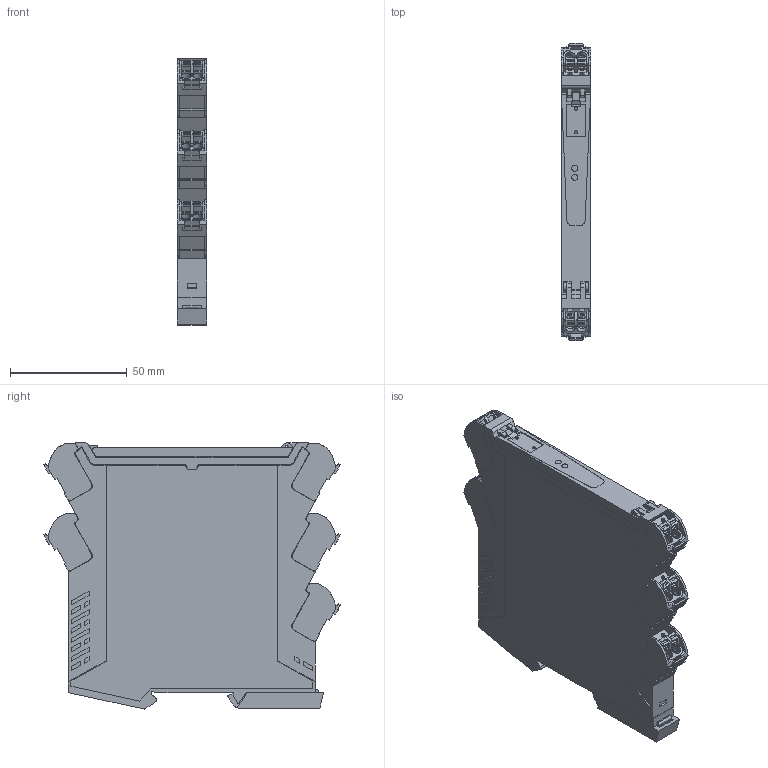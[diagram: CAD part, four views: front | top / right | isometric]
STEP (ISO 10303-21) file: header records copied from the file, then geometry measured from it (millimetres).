
FILE_DESCRIPTION(('CATIA V5 STEP Exchange','CAx-IF Rec.Pracs.--- Model Styling and Organization---1.4--- 2014-01-23'),'2;1');
FILE_NAME ('D1439463_1', '2020-10-02T06:50:15+00:00', ('none'), ('Weidmueller'), 'CATIA Version 5-6 Release 2016 SP3 HF44', 'CATIA V5 STEP AP214', 'none');
FILE_SCHEMA(('AUTOMOTIVE_DESIGN { 1 0 10303 214 1 1 1 1 }'));
Products named in the file (1): S3D_ACT20P_UI_AO_DO_LP_P
Bounding box: 12.5 x 127.16 x 114.02 mm (x, y, z)
Volume: 147568.1 mm3; surface area: 50547.6 mm2
Topology: 27 solids, 27 shells, 1672 faces, 5154 edges, 3590 vertices
Faces by surface type: plane 1263, cylinder 270, extrusion 58, cone 55, torus 20, sphere 6
Entity records: 59039 total; most frequent: CARTESIAN_POINT 13797, ORIENTED_EDGE 10300, DIRECTION 6982, EDGE_CURVE 5150, VECTOR 3803, LINE 3745, VERTEX_POINT 3590, AXIS2_PLACEMENT_3D 1952
